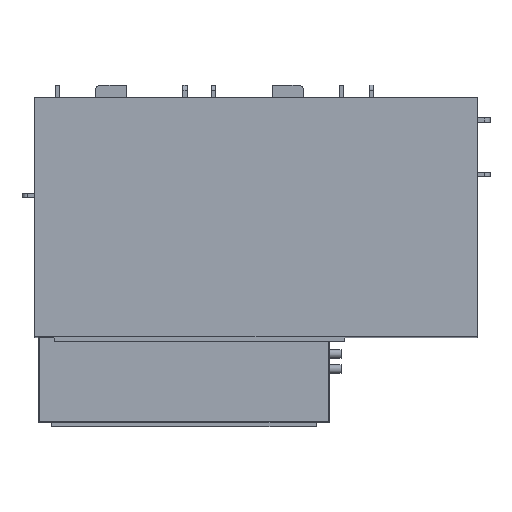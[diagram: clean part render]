
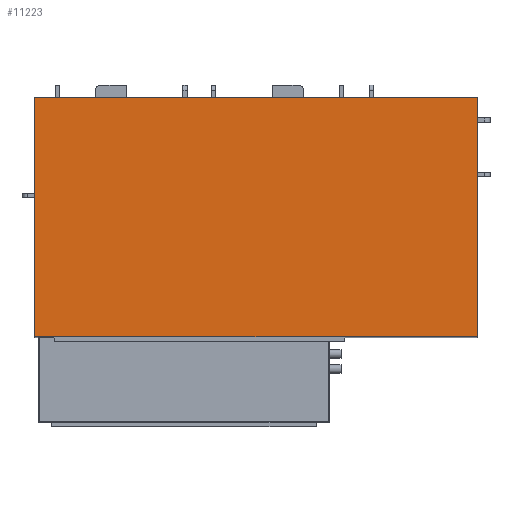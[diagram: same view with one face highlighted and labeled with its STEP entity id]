
A CAD part, top view. The second image highlights one B-rep face of the part: STEP entity #11223.
In plain terms, the highlighted planar face has unit normal (0, 0, 1).
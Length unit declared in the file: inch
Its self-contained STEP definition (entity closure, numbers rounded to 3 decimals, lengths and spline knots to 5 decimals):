
#354=LINE('',#17021,#1255);
#373=LINE('',#17059,#1274);
#378=LINE('',#17069,#1279);
#405=LINE('',#17123,#1306);
#1255=VECTOR('',#12863,39.37008);
#1274=VECTOR('',#12884,39.37008);
#1279=VECTOR('',#12891,39.37008);
#1306=VECTOR('',#12932,39.37008);
#2671=ORIENTED_EDGE('',*,*,#5911,.F.);
#2672=ORIENTED_EDGE('',*,*,#5930,.F.);
#2673=ORIENTED_EDGE('',*,*,#5962,.T.);
#2674=ORIENTED_EDGE('',*,*,#5935,.T.);
#5911=EDGE_CURVE('',#7574,#7551,#354,.T.);
#5930=EDGE_CURVE('',#7592,#7574,#373,.T.);
#5935=EDGE_CURVE('',#7597,#7551,#378,.T.);
#5962=EDGE_CURVE('',#7592,#7597,#405,.T.);
#7551=VERTEX_POINT('',#16975);
#7574=VERTEX_POINT('',#17020);
#7592=VERTEX_POINT('',#17058);
#7597=VERTEX_POINT('',#17070);
#9085=EDGE_LOOP('',(#2671,#2672,#2673,#2674));
#9892=FACE_BOUND('',#9085,.T.);
#10618=PLANE('',#11933);
#11223=ADVANCED_FACE('',(#9892),#10618,.T.);
#11933=AXIS2_PLACEMENT_3D('',#17122,#12930,#12931);
#12863=DIRECTION('',(1.,0.,0.));
#12884=DIRECTION('',(0.,1.,0.));
#12891=DIRECTION('',(0.,1.,0.));
#12930=DIRECTION('',(0.,0.,1.));
#12931=DIRECTION('',(1.,0.,0.));
#12932=DIRECTION('',(1.,0.,0.));
#16975=CARTESIAN_POINT('',(41.9406,22.65477,84.7656));
#17020=CARTESIAN_POINT('',(-41.90477,22.65477,84.7656));
#17021=CARTESIAN_POINT('',(-41.90477,22.65477,84.7656));
#17058=CARTESIAN_POINT('',(-41.90477,-22.65477,84.7656));
#17059=CARTESIAN_POINT('',(-41.90477,-22.65477,84.7656));
#17069=CARTESIAN_POINT('',(41.9406,-22.65477,84.7656));
#17070=CARTESIAN_POINT('',(41.9406,-22.65477,84.7656));
#17122=CARTESIAN_POINT('',(-41.90477,-22.65477,84.7656));
#17123=CARTESIAN_POINT('',(-41.90477,-22.65477,84.7656));
